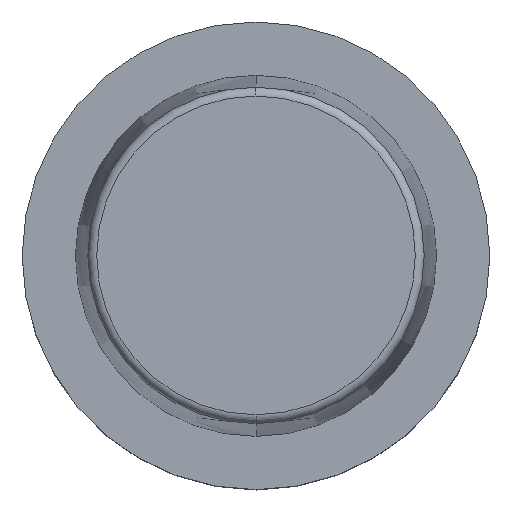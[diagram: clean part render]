
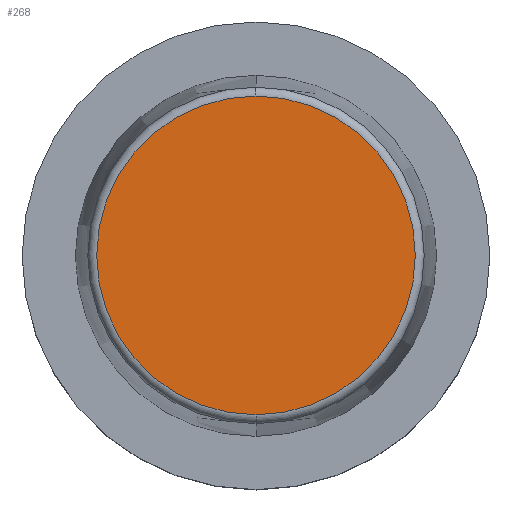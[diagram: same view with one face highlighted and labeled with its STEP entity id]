
A CAD part, top view. The second image highlights one B-rep face of the part: STEP entity #268.
In plain terms, the highlighted planar face has unit normal (0, 0, 1).
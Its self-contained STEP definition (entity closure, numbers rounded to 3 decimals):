
#268=ADVANCED_FACE('',(#665),#666,.T.);
#300=VERTEX_POINT('',#706);
#336=EDGE_CURVE('',#300,#586,#745,.T.);
#338=EDGE_CURVE('',#586,#300,#747,.T.);
#586=VERTEX_POINT('',#1029);
#665=FACE_OUTER_BOUND('',#1124,.T.);
#666=PLANE('',#1125);
#706=CARTESIAN_POINT('',(0.,-21.462,32.0));
#745=CIRCLE('',#1224,21.462);
#747=CIRCLE('',#1227,21.462);
#1029=CARTESIAN_POINT('',(0.0,21.462,32.0));
#1124=EDGE_LOOP('',(#1666,#1667));
#1125=AXIS2_PLACEMENT_3D('',#1668,#1669,#1670);
#1224=AXIS2_PLACEMENT_3D('',#1769,#1770,#1771);
#1227=AXIS2_PLACEMENT_3D('',#1772,#1773,#1774);
#1666=ORIENTED_EDGE('',*,*,#338,.F.);
#1667=ORIENTED_EDGE('',*,*,#336,.F.);
#1668=CARTESIAN_POINT('',(0.0,10.731,32.0));
#1669=DIRECTION('',(-0.0,0.0,1.0));
#1670=DIRECTION('',(0.0,-1.0,0.0));
#1769=CARTESIAN_POINT('',(0.0,0.0,32.0));
#1770=DIRECTION('',(0.0,0.0,-1.0));
#1771=DIRECTION('',(0.0,1.0,0.0));
#1772=CARTESIAN_POINT('',(0.0,0.0,32.0));
#1773=DIRECTION('',(0.0,0.0,-1.0));
#1774=DIRECTION('',(0.0,1.0,0.0));
